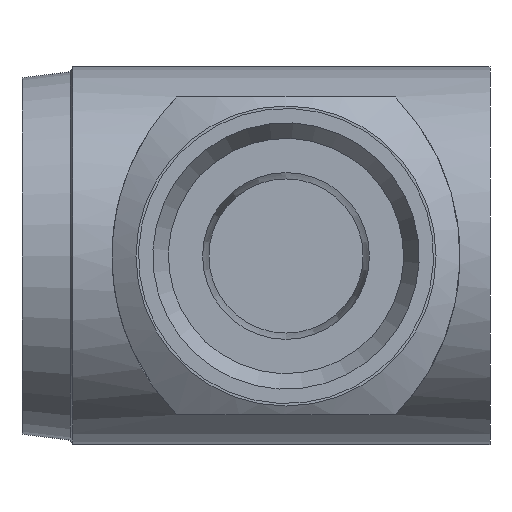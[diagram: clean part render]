
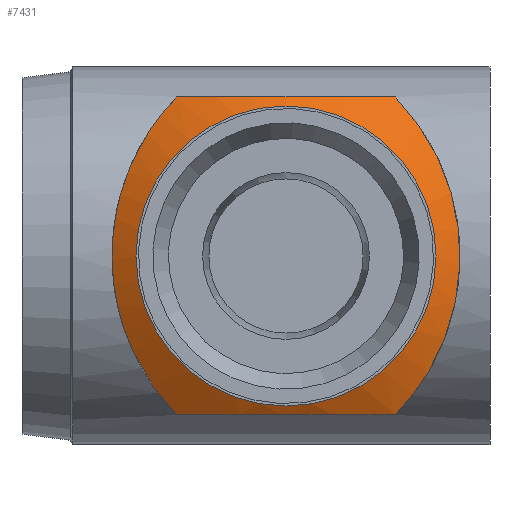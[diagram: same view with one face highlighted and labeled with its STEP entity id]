
A CAD part, left-side view. The second image highlights one B-rep face of the part: STEP entity #7431.
In plain terms, the highlighted conical face has half-angle 60 degrees and reference radius 12.5 mm.
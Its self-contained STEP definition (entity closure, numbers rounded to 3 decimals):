
#16=(
BOUNDED_CURVE()
B_SPLINE_CURVE(2,(#22206,#22207,#22208),.UNSPECIFIED.,.F.,.F.)
B_SPLINE_CURVE_WITH_KNOTS((3,3),(-5.625,-2.16),
 .UNSPECIFIED.)
CURVE()
GEOMETRIC_REPRESENTATION_ITEM()
RATIONAL_B_SPLINE_CURVE((1.763,2.14,1.763))
REPRESENTATION_ITEM('')
);
#17=(
BOUNDED_CURVE()
B_SPLINE_CURVE(2,(#22229,#22230,#22231),.UNSPECIFIED.,.F.,.F.)
B_SPLINE_CURVE_WITH_KNOTS((3,3),(2.16,3.892),
 .UNSPECIFIED.)
CURVE()
GEOMETRIC_REPRESENTATION_ITEM()
RATIONAL_B_SPLINE_CURVE((1.763,1.951,1.951))
REPRESENTATION_ITEM('')
);
#18=(
BOUNDED_CURVE()
B_SPLINE_CURVE(2,(#22234,#22235,#22236),.UNSPECIFIED.,.F.,.F.)
B_SPLINE_CURVE_WITH_KNOTS((3,3),(3.892,5.625),
 .UNSPECIFIED.)
CURVE()
GEOMETRIC_REPRESENTATION_ITEM()
RATIONAL_B_SPLINE_CURVE((1.951,1.951,1.763))
REPRESENTATION_ITEM('')
);
#49=CONICAL_SURFACE('',#7810,12.5,1.047);
#237=CIRCLE('',#7806,12.5);
#238=CIRCLE('',#7807,12.5);
#745=FACE_OUTER_BOUND('',#1180,.T.);
#1180=EDGE_LOOP('',(#6416,#6417,#6418,#6419,#6420,#6421,#6422,#6423,#6424));
#1807=LINE('',#22232,#2423);
#2423=VECTOR('',#9078,12.5);
#2727=B_SPLINE_CURVE_WITH_KNOTS('',3,(#22210,#22211,#22212,#22213,#22214,
#22215,#22216,#22217,#22218,#22219,#22220,#22221,#22222,#22223,#22224,#22225,
#22226,#22227),.UNSPECIFIED.,.F.,.F.,(4,2,2,2,2,2,2,2,4),(1.469,
1.805,2.163,2.521,2.879,3.237,
3.594,3.952,4.288),.UNSPECIFIED.);
#2728=B_SPLINE_CURVE_WITH_KNOTS('',3,(#22237,#22238,#22239,#22240,#22241,
#22242,#22243,#22244,#22245,#22246,#22247,#22248,#22249,#22250),
 .UNSPECIFIED.,.F.,.F.,(4,2,2,2,2,2,4),(-10.508,-10.217,
-9.66,-9.103,-8.547,-7.99,
-7.699),.UNSPECIFIED.);
#3405=VERTEX_POINT('',#22194);
#3406=VERTEX_POINT('',#22195);
#3409=VERTEX_POINT('',#22204);
#3410=VERTEX_POINT('',#22205);
#3411=VERTEX_POINT('',#22209);
#3412=VERTEX_POINT('',#22228);
#3413=VERTEX_POINT('',#22233);
#4419=EDGE_CURVE('',#3405,#3406,#237,.T.);
#4420=EDGE_CURVE('',#3406,#3405,#238,.T.);
#4424=EDGE_CURVE('',#3409,#3410,#16,.T.);
#4425=EDGE_CURVE('',#3411,#3409,#2727,.T.);
#4426=EDGE_CURVE('',#3412,#3411,#17,.F.);
#4427=EDGE_CURVE('',#3412,#3406,#1807,.T.);
#4428=EDGE_CURVE('',#3413,#3412,#18,.F.);
#4429=EDGE_CURVE('',#3410,#3413,#2728,.T.);
#6416=ORIENTED_EDGE('',*,*,#4424,.F.);
#6417=ORIENTED_EDGE('',*,*,#4425,.F.);
#6418=ORIENTED_EDGE('',*,*,#4426,.F.);
#6419=ORIENTED_EDGE('',*,*,#4427,.T.);
#6420=ORIENTED_EDGE('',*,*,#4420,.T.);
#6421=ORIENTED_EDGE('',*,*,#4419,.T.);
#6422=ORIENTED_EDGE('',*,*,#4427,.F.);
#6423=ORIENTED_EDGE('',*,*,#4428,.F.);
#6424=ORIENTED_EDGE('',*,*,#4429,.F.);
#7431=ADVANCED_FACE('',(#745),#49,.T.);
#7806=AXIS2_PLACEMENT_3D('',#22196,#9067,#9068);
#7807=AXIS2_PLACEMENT_3D('',#22197,#9069,#9070);
#7810=AXIS2_PLACEMENT_3D('',#22203,#9076,#9077);
#9067=DIRECTION('center_axis',(1.,0.,0.));
#9068=DIRECTION('ref_axis',(0.,0.,-1.));
#9069=DIRECTION('center_axis',(1.,0.,0.));
#9070=DIRECTION('ref_axis',(0.,0.,-1.));
#9076=DIRECTION('center_axis',(1.,0.,0.));
#9077=DIRECTION('ref_axis',(0.,0.,-1.));
#9078=DIRECTION('',(-0.5,0.,-0.866));
#22194=CARTESIAN_POINT('',(-22.5,0.,-12.5));
#22195=CARTESIAN_POINT('',(-22.5,0.,12.5));
#22196=CARTESIAN_POINT('Origin',(-22.5,0.,0.));
#22197=CARTESIAN_POINT('Origin',(-22.5,0.,0.));
#22203=CARTESIAN_POINT('Origin',(-22.5,0.,0.));
#22204=CARTESIAN_POINT('',(-20.431,-9.118,-13.25));
#22205=CARTESIAN_POINT('',(-20.431,9.118,-13.25));
#22206=CARTESIAN_POINT('Ctrl Pts',(-20.431,-9.118,
-13.25));
#22207=CARTESIAN_POINT('Ctrl Pts',(-23.415,0.,
-13.25));
#22208=CARTESIAN_POINT('Ctrl Pts',(-20.431,9.118,-13.25));
#22209=CARTESIAN_POINT('',(-20.431,-9.118,13.25));
#22210=CARTESIAN_POINT('Ctrl Pts',(-20.431,-9.118,
13.25));
#22211=CARTESIAN_POINT('Ctrl Pts',(-20.557,-9.897,
12.449));
#22212=CARTESIAN_POINT('Ctrl Pts',(-20.678,-10.629,
11.553));
#22213=CARTESIAN_POINT('Ctrl Pts',(-20.903,-11.974,
9.548));
#22214=CARTESIAN_POINT('Ctrl Pts',(-21.007,-12.575,
8.429));
#22215=CARTESIAN_POINT('Ctrl Pts',(-21.175,-13.54,
6.095));
#22216=CARTESIAN_POINT('Ctrl Pts',(-21.239,-13.906,
4.876));
#22217=CARTESIAN_POINT('Ctrl Pts',(-21.325,-14.386,
2.426));
#22218=CARTESIAN_POINT('Ctrl Pts',(-21.345,-14.5,1.193));
#22219=CARTESIAN_POINT('Ctrl Pts',(-21.345,-14.5,-1.193));
#22220=CARTESIAN_POINT('Ctrl Pts',(-21.325,-14.386,
-2.426));
#22221=CARTESIAN_POINT('Ctrl Pts',(-21.239,-13.906,
-4.876));
#22222=CARTESIAN_POINT('Ctrl Pts',(-21.175,-13.54,
-6.095));
#22223=CARTESIAN_POINT('Ctrl Pts',(-21.007,-12.575,
-8.429));
#22224=CARTESIAN_POINT('Ctrl Pts',(-20.903,-11.974,
-9.548));
#22225=CARTESIAN_POINT('Ctrl Pts',(-20.678,-10.629,
-11.553));
#22226=CARTESIAN_POINT('Ctrl Pts',(-20.557,-9.897,
-12.449));
#22227=CARTESIAN_POINT('Ctrl Pts',(-20.431,-9.118,
-13.25));
#22228=CARTESIAN_POINT('',(-22.067,0.,13.25));
#22229=CARTESIAN_POINT('Ctrl Pts',(-20.431,-9.118,
13.25));
#22230=CARTESIAN_POINT('Ctrl Pts',(-22.067,-4.118,
13.25));
#22231=CARTESIAN_POINT('Ctrl Pts',(-22.067,0.,13.25));
#22232=CARTESIAN_POINT('',(-22.5,0.,12.5));
#22233=CARTESIAN_POINT('',(-20.431,9.118,13.25));
#22234=CARTESIAN_POINT('Ctrl Pts',(-22.067,0.,13.25));
#22235=CARTESIAN_POINT('Ctrl Pts',(-22.067,4.118,13.25));
#22236=CARTESIAN_POINT('Ctrl Pts',(-20.431,9.118,13.25));
#22237=CARTESIAN_POINT('Ctrl Pts',(-20.431,9.118,-13.25));
#22238=CARTESIAN_POINT('Ctrl Pts',(-20.545,9.823,-12.525));
#22239=CARTESIAN_POINT('Ctrl Pts',(-20.65,10.459,-11.754));
#22240=CARTESIAN_POINT('Ctrl Pts',(-20.921,12.083,-9.456));
#22241=CARTESIAN_POINT('Ctrl Pts',(-21.08,13.002,-7.659));
#22242=CARTESIAN_POINT('Ctrl Pts',(-21.293,14.211,-3.858));
#22243=CARTESIAN_POINT('Ctrl Pts',(-21.345,14.5,-1.856));
#22244=CARTESIAN_POINT('Ctrl Pts',(-21.345,14.5,1.856));
#22245=CARTESIAN_POINT('Ctrl Pts',(-21.293,14.211,3.858));
#22246=CARTESIAN_POINT('Ctrl Pts',(-21.08,13.002,7.659));
#22247=CARTESIAN_POINT('Ctrl Pts',(-20.921,12.083,9.456));
#22248=CARTESIAN_POINT('Ctrl Pts',(-20.65,10.459,11.754));
#22249=CARTESIAN_POINT('Ctrl Pts',(-20.545,9.823,12.525));
#22250=CARTESIAN_POINT('Ctrl Pts',(-20.431,9.118,13.25));
